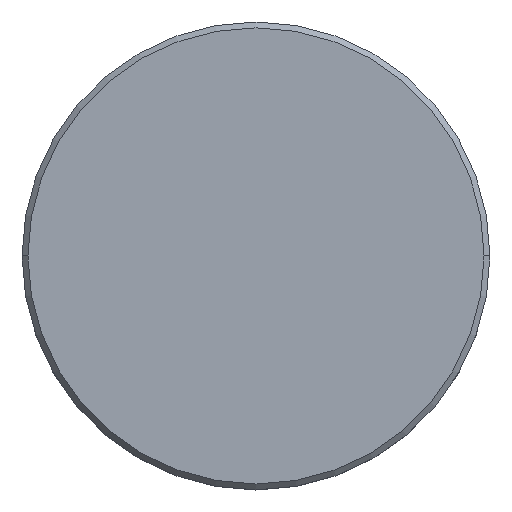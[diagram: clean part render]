
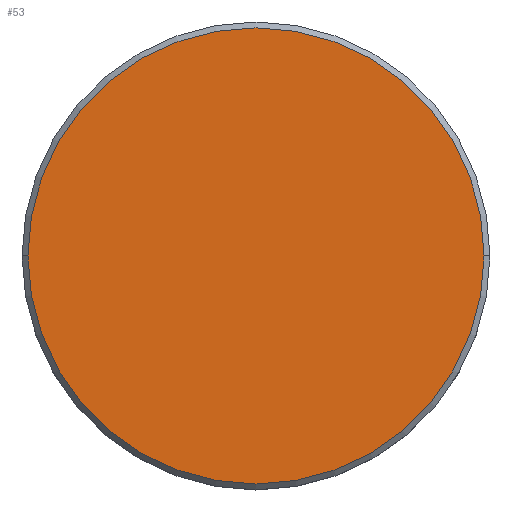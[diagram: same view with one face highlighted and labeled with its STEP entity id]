
A CAD part, top view. The second image highlights one B-rep face of the part: STEP entity #53.
In plain terms, the highlighted planar face has unit normal (0, 0, 1).
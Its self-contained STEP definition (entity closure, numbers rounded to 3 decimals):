
#53 = ADVANCED_FACE ( 'NONE', ( #1093 ), #106, .T. ) ;
#95 = ORIENTED_EDGE ( 'NONE', *, *, #234, .T. ) ;
#106 = PLANE ( 'NONE',  #829 ) ;
#166 = DIRECTION ( 'NONE',  ( 0., 0., 1. ) ) ;
#175 = VERTEX_POINT ( 'NONE', #400 ) ;
#179 = VERTEX_POINT ( 'NONE', #958 ) ;
#192 = CIRCLE ( 'NONE', #193, 19.5 ) ;
#193 = AXIS2_PLACEMENT_3D ( 'NONE', #803, #166, #531 ) ;
#198 = CARTESIAN_POINT ( 'NONE',  ( 0., 0., 0. ) ) ;
#220 = CARTESIAN_POINT ( 'NONE',  ( 0., 0., 0. ) ) ;
#226 = DIRECTION ( 'NONE',  ( 1., 0., 0. ) ) ;
#234 = EDGE_CURVE ( 'NONE', #179, #175, #643, .T. ) ;
#382 = ORIENTED_EDGE ( 'NONE', *, *, #928, .T. ) ;
#400 = CARTESIAN_POINT ( 'NONE',  ( 19.5, 0., 0. ) ) ;
#478 = DIRECTION ( 'NONE',  ( 0., 0., 1. ) ) ;
#531 = DIRECTION ( 'NONE',  ( 1., 0., 0. ) ) ;
#578 = DIRECTION ( 'NONE',  ( 0., 0., 1. ) ) ;
#618 = EDGE_LOOP ( 'NONE', ( #95, #382 ) ) ;
#643 = CIRCLE ( 'NONE', #1090, 19.5 ) ;
#803 = CARTESIAN_POINT ( 'NONE',  ( 0., 0., 0. ) ) ;
#829 = AXIS2_PLACEMENT_3D ( 'NONE', #198, #478, #840 ) ;
#840 = DIRECTION ( 'NONE',  ( 1., 0., 0. ) ) ;
#928 = EDGE_CURVE ( 'NONE', #175, #179, #192, .T. ) ;
#958 = CARTESIAN_POINT ( 'NONE',  ( -19.5, 0., 0. ) ) ;
#1090 = AXIS2_PLACEMENT_3D ( 'NONE', #220, #578, #226 ) ;
#1093 = FACE_OUTER_BOUND ( 'NONE', #618, .T. ) ;
